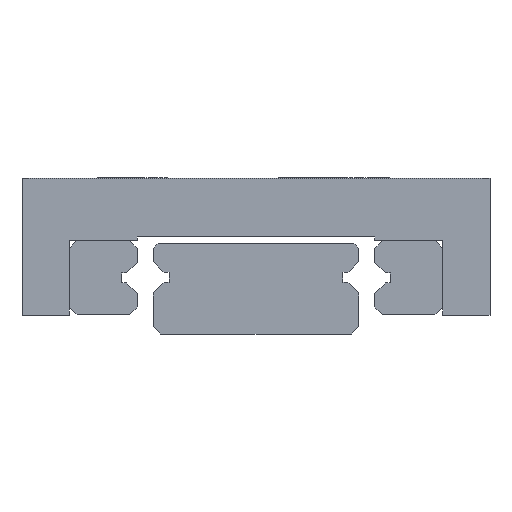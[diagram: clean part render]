
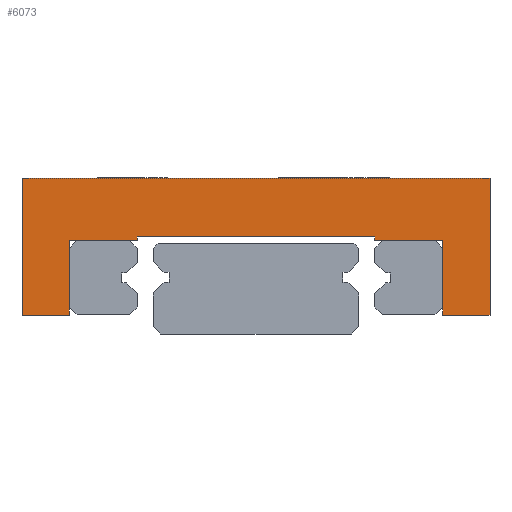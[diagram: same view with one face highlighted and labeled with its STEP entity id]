
A CAD part, front view. The second image highlights one B-rep face of the part: STEP entity #6073.
In plain terms, the highlighted planar face has unit normal (0, -1, 0).
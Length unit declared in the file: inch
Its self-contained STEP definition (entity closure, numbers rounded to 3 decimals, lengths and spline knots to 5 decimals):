
#5501=CARTESIAN_POINT('',(0.9515,-12.0,0.048));
#5502=VERTEX_POINT('',#5501);
#5509=CARTESIAN_POINT('',(0.9515,-12.0,0.077));
#5510=VERTEX_POINT('',#5509);
#5511=CARTESIAN_POINT('',(0.9515,-12.0,0.077));
#5512=DIRECTION('',(0.0,0.0,-1.0));
#5513=VECTOR('',#5512,0.029);
#5514=LINE('',#5511,#5513);
#5515=EDGE_CURVE('',#5510,#5502,#5514,.T.);
#5539=CARTESIAN_POINT('',(1.496,-12.0,0.048));
#5540=VERTEX_POINT('',#5539);
#5547=CARTESIAN_POINT('',(0.9515,-12.0,0.048));
#5548=DIRECTION('',(1.0,0.0,0.0));
#5549=VECTOR('',#5548,0.5445);
#5550=LINE('',#5547,#5549);
#5551=EDGE_CURVE('',#5502,#5540,#5550,.T.);
#5570=CARTESIAN_POINT('',(1.496,-12.0,-0.549));
#5571=VERTEX_POINT('',#5570);
#5578=CARTESIAN_POINT('',(1.496,-12.0,0.048));
#5579=DIRECTION('',(0.0,0.0,-1.0));
#5580=VECTOR('',#5579,0.597);
#5581=LINE('',#5578,#5580);
#5582=EDGE_CURVE('',#5540,#5571,#5581,.T.);
#5601=CARTESIAN_POINT('',(1.875,-12.0,-0.549));
#5602=VERTEX_POINT('',#5601);
#5609=CARTESIAN_POINT('',(1.496,-12.0,-0.549));
#5610=DIRECTION('',(1.0,0.0,0.0));
#5611=VECTOR('',#5610,0.379);
#5612=LINE('',#5609,#5611);
#5613=EDGE_CURVE('',#5571,#5602,#5612,.T.);
#5632=CARTESIAN_POINT('',(1.875,-12.0,0.549));
#5633=VERTEX_POINT('',#5632);
#5640=CARTESIAN_POINT('',(1.875,-12.0,-0.549));
#5641=DIRECTION('',(0.0,0.0,1.0));
#5642=VECTOR('',#5641,1.098);
#5643=LINE('',#5640,#5642);
#5644=EDGE_CURVE('',#5602,#5633,#5643,.T.);
#5663=CARTESIAN_POINT('',(-1.875,-12.0,0.549));
#5664=VERTEX_POINT('',#5663);
#5671=CARTESIAN_POINT('',(1.875,-12.0,0.549));
#5672=DIRECTION('',(-1.0,0.0,0.0));
#5673=VECTOR('',#5672,3.75);
#5674=LINE('',#5671,#5673);
#5675=EDGE_CURVE('',#5633,#5664,#5674,.T.);
#5782=CARTESIAN_POINT('',(-1.875,-12.0,-0.549));
#5783=VERTEX_POINT('',#5782);
#5790=CARTESIAN_POINT('',(-1.875,-12.0,0.549));
#5791=DIRECTION('',(0.0,0.0,-1.0));
#5792=VECTOR('',#5791,1.098);
#5793=LINE('',#5790,#5792);
#5794=EDGE_CURVE('',#5664,#5783,#5793,.T.);
#5813=CARTESIAN_POINT('',(-1.496,-12.0,-0.549));
#5814=VERTEX_POINT('',#5813);
#5821=CARTESIAN_POINT('',(-1.875,-12.0,-0.549));
#5822=DIRECTION('',(1.0,0.0,0.0));
#5823=VECTOR('',#5822,0.379);
#5824=LINE('',#5821,#5823);
#5825=EDGE_CURVE('',#5783,#5814,#5824,.T.);
#5844=CARTESIAN_POINT('',(-1.496,-12.0,0.048));
#5845=VERTEX_POINT('',#5844);
#5852=CARTESIAN_POINT('',(-1.496,-12.0,-0.549));
#5853=DIRECTION('',(0.0,0.0,1.0));
#5854=VECTOR('',#5853,0.597);
#5855=LINE('',#5852,#5854);
#5856=EDGE_CURVE('',#5814,#5845,#5855,.T.);
#5875=CARTESIAN_POINT('',(-0.9515,-12.0,0.048));
#5876=VERTEX_POINT('',#5875);
#5883=CARTESIAN_POINT('',(-1.496,-12.0,0.048));
#5884=DIRECTION('',(1.0,0.0,0.0));
#5885=VECTOR('',#5884,0.5445);
#5886=LINE('',#5883,#5885);
#5887=EDGE_CURVE('',#5845,#5876,#5886,.T.);
#5906=CARTESIAN_POINT('',(-0.9515,-12.0,0.077));
#5907=VERTEX_POINT('',#5906);
#5914=CARTESIAN_POINT('',(-0.9515,-12.0,0.048));
#5915=DIRECTION('',(0.0,0.0,1.0));
#5916=VECTOR('',#5915,0.029);
#5917=LINE('',#5914,#5916);
#5918=EDGE_CURVE('',#5876,#5907,#5917,.T.);
#5936=CARTESIAN_POINT('',(-0.9515,-12.0,0.077));
#5937=DIRECTION('',(1.0,0.0,0.0));
#5938=VECTOR('',#5937,1.903);
#5939=LINE('',#5936,#5938);
#5940=EDGE_CURVE('',#5907,#5510,#5939,.T.);
#6054=CARTESIAN_POINT('',(0.,-12.0,0.14121));
#6055=DIRECTION('',(0.0,1.0,0.0));
#6056=DIRECTION('',(0.0,0.0,1.0));
#6057=AXIS2_PLACEMENT_3D('',#6054,#6055,#6056);
#6058=PLANE('',#6057);
#6059=ORIENTED_EDGE('',*,*,#5940,.T.);
#6060=ORIENTED_EDGE('',*,*,#5515,.T.);
#6061=ORIENTED_EDGE('',*,*,#5551,.T.);
#6062=ORIENTED_EDGE('',*,*,#5582,.T.);
#6063=ORIENTED_EDGE('',*,*,#5613,.T.);
#6064=ORIENTED_EDGE('',*,*,#5644,.T.);
#6065=ORIENTED_EDGE('',*,*,#5675,.T.);
#6066=ORIENTED_EDGE('',*,*,#5794,.T.);
#6067=ORIENTED_EDGE('',*,*,#5825,.T.);
#6068=ORIENTED_EDGE('',*,*,#5856,.T.);
#6069=ORIENTED_EDGE('',*,*,#5887,.T.);
#6070=ORIENTED_EDGE('',*,*,#5918,.T.);
#6071=EDGE_LOOP('',(#6059,#6060,#6061,#6062,#6063,#6064,#6065,#6066,#6067,#6068,#6069,#6070));
#6072=FACE_OUTER_BOUND('',#6071,.T.);
#6073=ADVANCED_FACE('',(#6072),#6058,.F.);
